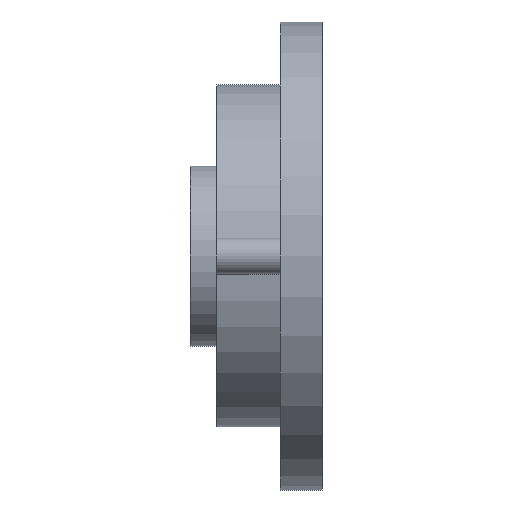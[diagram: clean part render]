
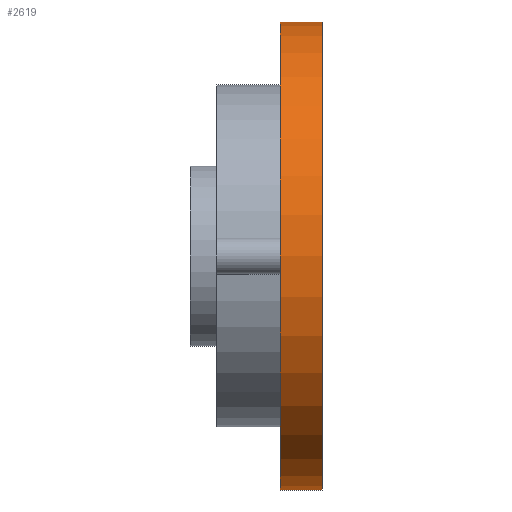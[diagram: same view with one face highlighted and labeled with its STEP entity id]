
A CAD part, left-side view. The second image highlights one B-rep face of the part: STEP entity #2619.
In plain terms, the highlighted cylindrical face has radius 39 mm (diameter 78 mm), a partial arc.
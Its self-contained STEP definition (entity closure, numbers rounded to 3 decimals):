
#73 = PLANE('',#74);
#74 = AXIS2_PLACEMENT_3D('',#75,#76,#77);
#75 = CARTESIAN_POINT('',(0.,7.,0.));
#76 = DIRECTION('',(0.,1.,0.));
#77 = DIRECTION('',(0.,-0.,1.));
#123 = PLANE('',#124);
#124 = AXIS2_PLACEMENT_3D('',#125,#126,#127);
#125 = CARTESIAN_POINT('',(0.,0.,0.));
#126 = DIRECTION('',(0.,1.,0.));
#127 = DIRECTION('',(0.,-0.,1.));
#2512 = VERTEX_POINT('',#2513);
#2513 = CARTESIAN_POINT('',(0.,7.,39.));
#2523 = CYLINDRICAL_SURFACE('',#2524,39.);
#2524 = AXIS2_PLACEMENT_3D('',#2525,#2526,#2527);
#2525 = CARTESIAN_POINT('',(0.,7.,0.));
#2526 = DIRECTION('',(-0.,-1.,-0.));
#2527 = DIRECTION('',(0.,0.,-1.));
#2542 = EDGE_CURVE('',#2512,#2543,#2545,.T.);
#2543 = VERTEX_POINT('',#2544);
#2544 = CARTESIAN_POINT('',(0.,0.,39.));
#2545 = SURFACE_CURVE('',#2546,(#2550,#2557),.PCURVE_S1.);
#2546 = LINE('',#2547,#2548);
#2547 = CARTESIAN_POINT('',(0.,7.,39.));
#2548 = VECTOR('',#2549,1.);
#2549 = DIRECTION('',(-0.,-1.,-0.));
#2550 = PCURVE('',#2523,#2551);
#2551 = DEFINITIONAL_REPRESENTATION('',(#2552),#2556);
#2552 = LINE('',#2553,#2554);
#2553 = CARTESIAN_POINT('',(3.142,0.));
#2554 = VECTOR('',#2555,1.);
#2555 = DIRECTION('',(0.,1.));
#2556 = ( GEOMETRIC_REPRESENTATION_CONTEXT(2) 
PARAMETRIC_REPRESENTATION_CONTEXT() REPRESENTATION_CONTEXT('2D SPACE',''
  ) );
#2557 = PCURVE('',#2558,#2563);
#2558 = CYLINDRICAL_SURFACE('',#2559,39.);
#2559 = AXIS2_PLACEMENT_3D('',#2560,#2561,#2562);
#2560 = CARTESIAN_POINT('',(0.,7.,0.));
#2561 = DIRECTION('',(-0.,-1.,-0.));
#2562 = DIRECTION('',(0.,0.,-1.));
#2563 = DEFINITIONAL_REPRESENTATION('',(#2564),#2568);
#2564 = LINE('',#2565,#2566);
#2565 = CARTESIAN_POINT('',(3.142,0.));
#2566 = VECTOR('',#2567,1.);
#2567 = DIRECTION('',(0.,1.));
#2568 = ( GEOMETRIC_REPRESENTATION_CONTEXT(2) 
PARAMETRIC_REPRESENTATION_CONTEXT() REPRESENTATION_CONTEXT('2D SPACE',''
  ) );
#2619 = ADVANCED_FACE('',(#2620),#2558,.T.);
#2620 = FACE_BOUND('',#2621,.T.);
#2621 = EDGE_LOOP('',(#2622,#2623,#2647,#2675));
#2622 = ORIENTED_EDGE('',*,*,#2542,.F.);
#2623 = ORIENTED_EDGE('',*,*,#2624,.F.);
#2624 = EDGE_CURVE('',#2625,#2512,#2627,.T.);
#2625 = VERTEX_POINT('',#2626);
#2626 = CARTESIAN_POINT('',(0.,7.,-39.));
#2627 = SURFACE_CURVE('',#2628,(#2633,#2640),.PCURVE_S1.);
#2628 = CIRCLE('',#2629,39.);
#2629 = AXIS2_PLACEMENT_3D('',#2630,#2631,#2632);
#2630 = CARTESIAN_POINT('',(0.,7.,0.));
#2631 = DIRECTION('',(0.,1.,0.));
#2632 = DIRECTION('',(0.,-0.,1.));
#2633 = PCURVE('',#2558,#2634);
#2634 = DEFINITIONAL_REPRESENTATION('',(#2635),#2639);
#2635 = LINE('',#2636,#2637);
#2636 = CARTESIAN_POINT('',(9.425,0.));
#2637 = VECTOR('',#2638,1.);
#2638 = DIRECTION('',(-1.,0.));
#2639 = ( GEOMETRIC_REPRESENTATION_CONTEXT(2) 
PARAMETRIC_REPRESENTATION_CONTEXT() REPRESENTATION_CONTEXT('2D SPACE',''
  ) );
#2640 = PCURVE('',#73,#2641);
#2641 = DEFINITIONAL_REPRESENTATION('',(#2642),#2646);
#2642 = CIRCLE('',#2643,39.);
#2643 = AXIS2_PLACEMENT_2D('',#2644,#2645);
#2644 = CARTESIAN_POINT('',(0.,0.));
#2645 = DIRECTION('',(1.,0.));
#2646 = ( GEOMETRIC_REPRESENTATION_CONTEXT(2) 
PARAMETRIC_REPRESENTATION_CONTEXT() REPRESENTATION_CONTEXT('2D SPACE',''
  ) );
#2647 = ORIENTED_EDGE('',*,*,#2648,.T.);
#2648 = EDGE_CURVE('',#2625,#2649,#2651,.T.);
#2649 = VERTEX_POINT('',#2650);
#2650 = CARTESIAN_POINT('',(0.,0.,-39.));
#2651 = SURFACE_CURVE('',#2652,(#2656,#2663),.PCURVE_S1.);
#2652 = LINE('',#2653,#2654);
#2653 = CARTESIAN_POINT('',(0.,7.,-39.));
#2654 = VECTOR('',#2655,1.);
#2655 = DIRECTION('',(-0.,-1.,-0.));
#2656 = PCURVE('',#2558,#2657);
#2657 = DEFINITIONAL_REPRESENTATION('',(#2658),#2662);
#2658 = LINE('',#2659,#2660);
#2659 = CARTESIAN_POINT('',(6.283,0.));
#2660 = VECTOR('',#2661,1.);
#2661 = DIRECTION('',(0.,1.));
#2662 = ( GEOMETRIC_REPRESENTATION_CONTEXT(2) 
PARAMETRIC_REPRESENTATION_CONTEXT() REPRESENTATION_CONTEXT('2D SPACE',''
  ) );
#2663 = PCURVE('',#2664,#2669);
#2664 = CYLINDRICAL_SURFACE('',#2665,39.);
#2665 = AXIS2_PLACEMENT_3D('',#2666,#2667,#2668);
#2666 = CARTESIAN_POINT('',(0.,7.,0.));
#2667 = DIRECTION('',(-0.,-1.,-0.));
#2668 = DIRECTION('',(0.,0.,-1.));
#2669 = DEFINITIONAL_REPRESENTATION('',(#2670),#2674);
#2670 = LINE('',#2671,#2672);
#2671 = CARTESIAN_POINT('',(0.,0.));
#2672 = VECTOR('',#2673,1.);
#2673 = DIRECTION('',(0.,1.));
#2674 = ( GEOMETRIC_REPRESENTATION_CONTEXT(2) 
PARAMETRIC_REPRESENTATION_CONTEXT() REPRESENTATION_CONTEXT('2D SPACE',''
  ) );
#2675 = ORIENTED_EDGE('',*,*,#2676,.T.);
#2676 = EDGE_CURVE('',#2649,#2543,#2677,.T.);
#2677 = SURFACE_CURVE('',#2678,(#2683,#2690),.PCURVE_S1.);
#2678 = CIRCLE('',#2679,39.);
#2679 = AXIS2_PLACEMENT_3D('',#2680,#2681,#2682);
#2680 = CARTESIAN_POINT('',(0.,0.,0.));
#2681 = DIRECTION('',(0.,1.,0.));
#2682 = DIRECTION('',(0.,-0.,1.));
#2683 = PCURVE('',#2558,#2684);
#2684 = DEFINITIONAL_REPRESENTATION('',(#2685),#2689);
#2685 = LINE('',#2686,#2687);
#2686 = CARTESIAN_POINT('',(9.425,7.));
#2687 = VECTOR('',#2688,1.);
#2688 = DIRECTION('',(-1.,0.));
#2689 = ( GEOMETRIC_REPRESENTATION_CONTEXT(2) 
PARAMETRIC_REPRESENTATION_CONTEXT() REPRESENTATION_CONTEXT('2D SPACE',''
  ) );
#2690 = PCURVE('',#123,#2691);
#2691 = DEFINITIONAL_REPRESENTATION('',(#2692),#2696);
#2692 = CIRCLE('',#2693,39.);
#2693 = AXIS2_PLACEMENT_2D('',#2694,#2695);
#2694 = CARTESIAN_POINT('',(0.,0.));
#2695 = DIRECTION('',(1.,0.));
#2696 = ( GEOMETRIC_REPRESENTATION_CONTEXT(2) 
PARAMETRIC_REPRESENTATION_CONTEXT() REPRESENTATION_CONTEXT('2D SPACE',''
  ) );
